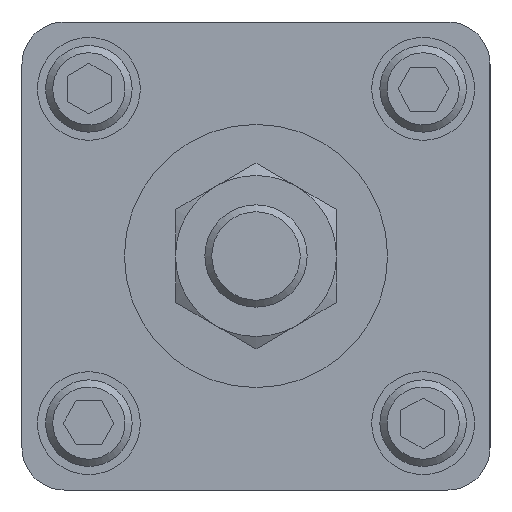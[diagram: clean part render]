
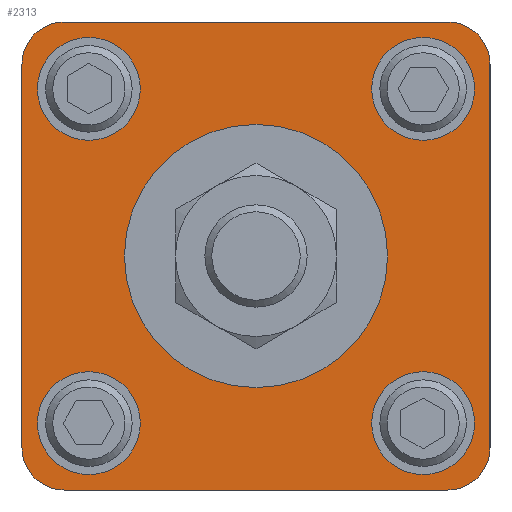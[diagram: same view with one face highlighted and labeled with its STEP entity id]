
A CAD part, left-side view. The second image highlights one B-rep face of the part: STEP entity #2313.
In plain terms, the highlighted planar face has unit normal (-1, 0, 0).
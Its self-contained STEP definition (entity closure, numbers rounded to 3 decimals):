
#205=LINE('',#3648,#321);
#209=LINE('',#3660,#325);
#212=LINE('',#3668,#328);
#215=LINE('',#3680,#331);
#321=VECTOR('',#2895,1000.);
#325=VECTOR('',#2907,1000.);
#328=VECTOR('',#2916,1000.);
#331=VECTOR('',#2929,1000.);
#485=ORIENTED_EDGE('',*,*,#1018,.F.);
#486=ORIENTED_EDGE('',*,*,#1016,.T.);
#487=ORIENTED_EDGE('',*,*,#1012,.F.);
#488=ORIENTED_EDGE('',*,*,#1030,.T.);
#489=ORIENTED_EDGE('',*,*,#1028,.F.);
#490=ORIENTED_EDGE('',*,*,#1026,.T.);
#491=ORIENTED_EDGE('',*,*,#1022,.F.);
#492=ORIENTED_EDGE('',*,*,#1020,.T.);
#493=ORIENTED_EDGE('',*,*,#1033,.F.);
#494=ORIENTED_EDGE('',*,*,#1034,.T.);
#495=ORIENTED_EDGE('',*,*,#1035,.T.);
#496=ORIENTED_EDGE('',*,*,#1036,.T.);
#497=ORIENTED_EDGE('',*,*,#1037,.T.);
#1012=EDGE_CURVE('',#1295,#1296,#205,.T.);
#1016=EDGE_CURVE('',#1298,#1296,#1515,.T.);
#1018=EDGE_CURVE('',#1298,#1299,#209,.T.);
#1020=EDGE_CURVE('',#1300,#1299,#1516,.T.);
#1022=EDGE_CURVE('',#1300,#1301,#212,.T.);
#1026=EDGE_CURVE('',#1304,#1301,#1519,.T.);
#1028=EDGE_CURVE('',#1304,#1305,#215,.T.);
#1030=EDGE_CURVE('',#1295,#1305,#1520,.T.);
#1033=EDGE_CURVE('',#1308,#1308,#1523,.T.);
#1034=EDGE_CURVE('',#1309,#1309,#1524,.T.);
#1035=EDGE_CURVE('',#1310,#1310,#1525,.T.);
#1036=EDGE_CURVE('',#1311,#1311,#1526,.T.);
#1037=EDGE_CURVE('',#1312,#1312,#1527,.T.);
#1295=VERTEX_POINT('',#3649);
#1296=VERTEX_POINT('',#3650);
#1298=VERTEX_POINT('',#3657);
#1299=VERTEX_POINT('',#3661);
#1300=VERTEX_POINT('',#3665);
#1301=VERTEX_POINT('',#3669);
#1304=VERTEX_POINT('',#3677);
#1305=VERTEX_POINT('',#3681);
#1308=VERTEX_POINT('',#3693);
#1309=VERTEX_POINT('',#3695);
#1310=VERTEX_POINT('',#3697);
#1311=VERTEX_POINT('',#3699);
#1312=VERTEX_POINT('',#3701);
#1515=CIRCLE('',#2563,4.572);
#1516=CIRCLE('',#2566,4.572);
#1519=CIRCLE('',#2571,4.572);
#1520=CIRCLE('',#2574,4.572);
#1523=CIRCLE('',#2580,14.288);
#1524=CIRCLE('',#2581,5.588);
#1525=CIRCLE('',#2582,5.588);
#1526=CIRCLE('',#2583,5.588);
#1527=CIRCLE('',#2584,5.588);
#1657=EDGE_LOOP('',(#485,#486,#487,#488,#489,#490,#491,#492));
#1658=EDGE_LOOP('',(#493));
#1659=EDGE_LOOP('',(#494));
#1660=EDGE_LOOP('',(#495));
#1661=EDGE_LOOP('',(#496));
#1662=EDGE_LOOP('',(#497));
#1947=FACE_BOUND('',#1657,.T.);
#1948=FACE_BOUND('',#1658,.T.);
#1949=FACE_BOUND('',#1659,.T.);
#1950=FACE_BOUND('',#1660,.T.);
#1951=FACE_BOUND('',#1661,.T.);
#1952=FACE_BOUND('',#1662,.T.);
#2225=PLANE('',#2579);
#2313=ADVANCED_FACE('',(#1947,#1948,#1949,#1950,#1951,#1952),#2225,.F.);
#2563=AXIS2_PLACEMENT_3D('',#3656,#2902,#2903);
#2566=AXIS2_PLACEMENT_3D('',#3664,#2911,#2912);
#2571=AXIS2_PLACEMENT_3D('',#3676,#2924,#2925);
#2574=AXIS2_PLACEMENT_3D('',#3684,#2933,#2934);
#2579=AXIS2_PLACEMENT_3D('',#3691,#2943,#2944);
#2580=AXIS2_PLACEMENT_3D('',#3692,#2945,#2946);
#2581=AXIS2_PLACEMENT_3D('',#3694,#2947,#2948);
#2582=AXIS2_PLACEMENT_3D('',#3696,#2949,#2950);
#2583=AXIS2_PLACEMENT_3D('',#3698,#2951,#2952);
#2584=AXIS2_PLACEMENT_3D('',#3700,#2953,#2954);
#2895=DIRECTION('',(0.,-1.,0.));
#2902=DIRECTION('',(-1.,0.,0.));
#2903=DIRECTION('',(0.,0.,-1.));
#2907=DIRECTION('',(0.,0.,-1.));
#2911=DIRECTION('',(-1.,0.,0.));
#2912=DIRECTION('',(0.,0.,-1.));
#2916=DIRECTION('',(0.,1.,0.));
#2924=DIRECTION('',(-1.,0.,0.));
#2925=DIRECTION('',(0.,0.,-1.));
#2929=DIRECTION('',(0.,0.,1.));
#2933=DIRECTION('',(-1.,0.,0.));
#2934=DIRECTION('',(0.,0.,-1.));
#2943=DIRECTION('',(1.,0.,0.));
#2944=DIRECTION('',(0.,1.,0.));
#2945=DIRECTION('',(-1.,0.,0.));
#2946=DIRECTION('',(0.,0.,-1.));
#2947=DIRECTION('',(1.,0.,0.));
#2948=DIRECTION('',(0.,0.,-1.));
#2949=DIRECTION('',(1.,0.,0.));
#2950=DIRECTION('',(0.,-1.,0.));
#2951=DIRECTION('',(1.,0.,0.));
#2952=DIRECTION('',(0.,0.,1.));
#2953=DIRECTION('',(1.,0.,0.));
#2954=DIRECTION('',(0.,1.,0.));
#3648=CARTESIAN_POINT('',(0.,25.4,25.4));
#3649=CARTESIAN_POINT('',(0.,20.828,25.4));
#3650=CARTESIAN_POINT('',(0.,-20.828,25.4));
#3656=CARTESIAN_POINT('',(0.,-20.828,20.828));
#3657=CARTESIAN_POINT('',(0.,-25.4,20.828));
#3660=CARTESIAN_POINT('',(0.,-25.4,25.4));
#3661=CARTESIAN_POINT('',(0.,-25.4,-20.828));
#3664=CARTESIAN_POINT('',(0.,-20.828,-20.828));
#3665=CARTESIAN_POINT('',(0.,-20.828,-25.4));
#3668=CARTESIAN_POINT('',(0.,-25.4,-25.4));
#3669=CARTESIAN_POINT('',(0.,20.828,-25.4));
#3676=CARTESIAN_POINT('',(0.,20.828,-20.828));
#3677=CARTESIAN_POINT('',(0.,25.4,-20.828));
#3680=CARTESIAN_POINT('',(0.,25.4,-25.4));
#3681=CARTESIAN_POINT('',(0.,25.4,20.828));
#3684=CARTESIAN_POINT('',(0.,20.828,20.828));
#3691=CARTESIAN_POINT('',(0.,0.,0.));
#3692=CARTESIAN_POINT('',(0.,0.,0.));
#3693=CARTESIAN_POINT('',(0.,0.,-14.288));
#3694=CARTESIAN_POINT('',(0.,-18.14,18.14));
#3695=CARTESIAN_POINT('',(0.,-18.14,12.552));
#3696=CARTESIAN_POINT('',(0.,18.14,18.14));
#3697=CARTESIAN_POINT('',(0.,12.552,18.14));
#3698=CARTESIAN_POINT('',(0.,18.14,-18.14));
#3699=CARTESIAN_POINT('',(0.,18.14,-12.552));
#3700=CARTESIAN_POINT('',(0.,-18.14,-18.14));
#3701=CARTESIAN_POINT('',(0.,-12.552,-18.14));
